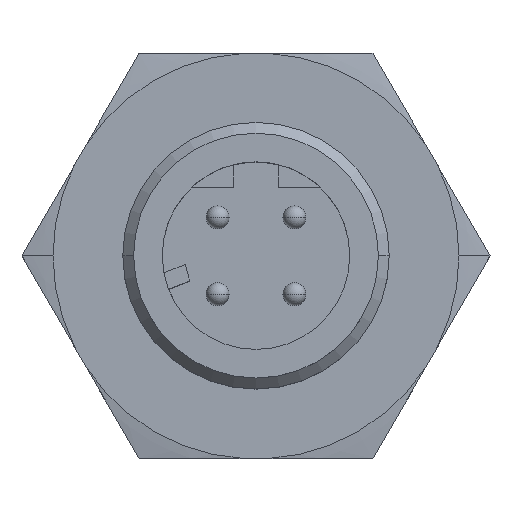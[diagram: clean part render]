
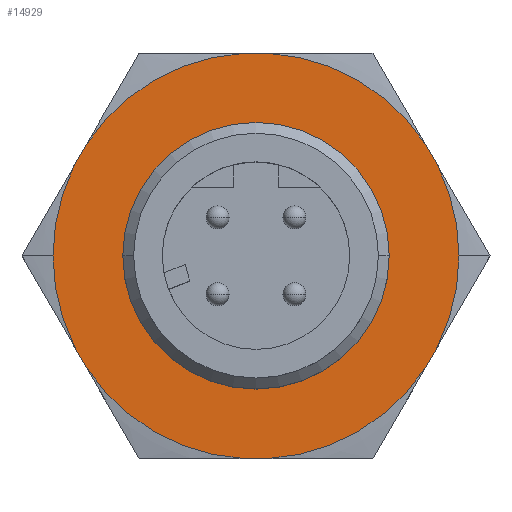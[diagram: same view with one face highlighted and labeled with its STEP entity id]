
A CAD part, top view. The second image highlights one B-rep face of the part: STEP entity #14929.
In plain terms, the highlighted planar face has unit normal (0, 0, 1).
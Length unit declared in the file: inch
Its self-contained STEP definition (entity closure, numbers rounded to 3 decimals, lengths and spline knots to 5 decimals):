
#417 = VERTEX_POINT ( 'NONE', #11067 ) ;
#472 = VERTEX_POINT ( 'NONE', #11173 ) ;
#475 = VERTEX_POINT ( 'NONE', #11172 ) ;
#477 = VERTEX_POINT ( 'NONE', #11160 ) ;
#486 = EDGE_CURVE ( 'NONE', #417, #477, #11205, .T. ) ;
#490 = EDGE_CURVE ( 'NONE', #475, #472, #11200, .T. ) ;
#500 = EDGE_CURVE ( 'NONE', #9830, #519, #11284, .T. ) ;
#519 = VERTEX_POINT ( 'NONE', #11317 ) ;
#1646 = DIRECTION ( 'NONE',  ( 1., 0., 0. ) ) ;
#1647 = DIRECTION ( 'NONE',  ( 0., 0., 1. ) ) ;
#1648 = CARTESIAN_POINT ( 'NONE',  ( 0., 0., 0.1181 ) ) ;
#1649 = AXIS2_PLACEMENT_3D ( 'NONE', #1648, #1647, #1646 ) ;
#1650 = CIRCLE ( 'NONE', #1649, 0.35497 ) ;
#1756 = CARTESIAN_POINT ( 'NONE',  ( -0.31733, -0.15907, 0.1181 ) ) ;
#1822 = CARTESIAN_POINT ( 'NONE',  ( -0.35497, 0., 0.1181 ) ) ;
#4418 = CARTESIAN_POINT ( 'NONE',  ( -0.0209, 0.35435, 0.1181 ) ) ;
#4505 = CARTESIAN_POINT ( 'NONE',  ( 0.0209, 0.35435, 0.1181 ) ) ;
#4695 = DIRECTION ( 'NONE',  ( -1., 0., 0. ) ) ;
#4696 = VECTOR ( 'NONE', #4695, 39.37008 ) ;
#4703 = CARTESIAN_POINT ( 'NONE',  ( 0.20458, 0.35435, 0.1181 ) ) ;
#4704 = LINE ( 'NONE', #4703, #4696 ) ;
#5985 = DIRECTION ( 'NONE',  ( 1., 0., 0. ) ) ;
#5986 = DIRECTION ( 'NONE',  ( 0., 0., 1. ) ) ;
#5987 = CARTESIAN_POINT ( 'NONE',  ( 0., 0., 0.1181 ) ) ;
#5988 = AXIS2_PLACEMENT_3D ( 'NONE', #5987, #5986, #5985 ) ;
#5989 = CIRCLE ( 'NONE', #5988, 0.35497 ) ;
#6060 = CARTESIAN_POINT ( 'NONE',  ( 0.0209, -0.35435, 0.1181 ) ) ;
#6062 = DIRECTION ( 'NONE',  ( 0.5, -0.866, 0. ) ) ;
#6063 = VECTOR ( 'NONE', #6062, 39.37008 ) ;
#6064 = CARTESIAN_POINT ( 'NONE',  ( -0.40917, 0., 0.1181 ) ) ;
#6065 = LINE ( 'NONE', #6064, #6063 ) ;
#6077 = DIRECTION ( 'NONE',  ( 1., 0., 0. ) ) ;
#6078 = DIRECTION ( 'NONE',  ( 0., 0., 1. ) ) ;
#6079 = CARTESIAN_POINT ( 'NONE',  ( 0., 0., 0.1181 ) ) ;
#6080 = AXIS2_PLACEMENT_3D ( 'NONE', #6079, #6078, #6077 ) ;
#6081 = CIRCLE ( 'NONE', #6080, 0.35497 ) ;
#6092 = DIRECTION ( 'NONE',  ( 1., 0., 0. ) ) ;
#6093 = DIRECTION ( 'NONE',  ( 0., 0., 1. ) ) ;
#6094 = CARTESIAN_POINT ( 'NONE',  ( 0., 0., 0.1181 ) ) ;
#6095 = AXIS2_PLACEMENT_3D ( 'NONE', #6094, #6093, #6092 ) ;
#6102 = CIRCLE ( 'NONE', #6095, 0.35497 ) ;
#6103 = AXIS2_PLACEMENT_3D ( 'NONE', #6159, #6158, #6157 ) ;
#6104 = CIRCLE ( 'NONE', #6103, 0.35497 ) ;
#6114 = DIRECTION ( 'NONE',  ( 1., 0., 0. ) ) ;
#6115 = DIRECTION ( 'NONE',  ( 0., 0., 1. ) ) ;
#6116 = CARTESIAN_POINT ( 'NONE',  ( 0., 0., 0.1181 ) ) ;
#6117 = AXIS2_PLACEMENT_3D ( 'NONE', #6116, #6115, #6114 ) ;
#6118 = CIRCLE ( 'NONE', #6117, 0.35497 ) ;
#6121 = DIRECTION ( 'NONE',  ( 1., 0., 0. ) ) ;
#6122 = VECTOR ( 'NONE', #6121, 39.37008 ) ;
#6123 = CARTESIAN_POINT ( 'NONE',  ( -0.20458, -0.35435, 0.1181 ) ) ;
#6124 = LINE ( 'NONE', #6123, #6122 ) ;
#6125 = CARTESIAN_POINT ( 'NONE',  ( -0.0209, -0.35435, 0.1181 ) ) ;
#6157 = DIRECTION ( 'NONE',  ( 1., 0., 0. ) ) ;
#6158 = DIRECTION ( 'NONE',  ( 0., 0., 1. ) ) ;
#6159 = CARTESIAN_POINT ( 'NONE',  ( 0., 0., 0.1181 ) ) ;
#6387 = DIRECTION ( 'NONE',  ( 1., 0., 0. ) ) ;
#6388 = DIRECTION ( 'NONE',  ( 0., 0., 1. ) ) ;
#6389 = CARTESIAN_POINT ( 'NONE',  ( 0., 0., 0.1181 ) ) ;
#6390 = AXIS2_PLACEMENT_3D ( 'NONE', #6389, #6388, #6387 ) ;
#6391 = CIRCLE ( 'NONE', #6390, 0.35497 ) ;
#6610 = DIRECTION ( 'NONE',  ( 1., 0., 0. ) ) ;
#6611 = DIRECTION ( 'NONE',  ( 0., 0., 1. ) ) ;
#6612 = AXIS2_PLACEMENT_3D ( 'NONE', #6614, #6611, #6610 ) ;
#6613 = CARTESIAN_POINT ( 'NONE',  ( -0.29643, -0.19528, 0.1181 ) ) ;
#6614 = CARTESIAN_POINT ( 'NONE',  ( 0.40917, 0., 0.1181 ) ) ;
#6615 = PLANE ( 'NONE',  #6612 ) ;
#6616 = FACE_OUTER_BOUND ( 'NONE', #14940, .T. ) ;
#6617 = FACE_BOUND ( 'NONE', #14928, .T. ) ;
#6632 = DIRECTION ( 'NONE',  ( -1., 0., 0. ) ) ;
#6633 = DIRECTION ( 'NONE',  ( 0., 0., -1. ) ) ;
#6634 = CARTESIAN_POINT ( 'NONE',  ( 0., 0., 0.1181 ) ) ;
#6635 = AXIS2_PLACEMENT_3D ( 'NONE', #6634, #6633, #6632 ) ;
#6636 = CIRCLE ( 'NONE', #6635, 0.214 ) ;
#9736 = EDGE_CURVE ( 'NONE', #9791, #9785, #1650, .T. ) ;
#9785 = VERTEX_POINT ( 'NONE', #1756 ) ;
#9791 = VERTEX_POINT ( 'NONE', #1822 ) ;
#9830 = VERTEX_POINT ( 'NONE', #12815 ) ;
#9831 = VERTEX_POINT ( 'NONE', #12867 ) ;
#9835 = EDGE_CURVE ( 'NONE', #9831, #9830, #12855, .T. ) ;
#11067 = CARTESIAN_POINT ( 'NONE',  ( -0.29643, 0.19528, 0.1181 ) ) ;
#11160 = CARTESIAN_POINT ( 'NONE',  ( -0.31733, 0.15907, 0.1181 ) ) ;
#11172 = CARTESIAN_POINT ( 'NONE',  ( 0.29643, -0.19528, 0.1181 ) ) ;
#11173 = CARTESIAN_POINT ( 'NONE',  ( 0.31733, -0.15907, 0.1181 ) ) ;
#11193 = DIRECTION ( 'NONE',  ( 0.5, 0.866, 0. ) ) ;
#11194 = VECTOR ( 'NONE', #11193, 39.37008 ) ;
#11195 = CARTESIAN_POINT ( 'NONE',  ( 0.20458, -0.35435, 0.1181 ) ) ;
#11200 = LINE ( 'NONE', #11195, #11194 ) ;
#11202 = DIRECTION ( 'NONE',  ( -0.5, -0.866, 0. ) ) ;
#11203 = VECTOR ( 'NONE', #11202, 39.37008 ) ;
#11204 = CARTESIAN_POINT ( 'NONE',  ( -0.20458, 0.35435, 0.1181 ) ) ;
#11205 = LINE ( 'NONE', #11204, #11203 ) ;
#11281 = DIRECTION ( 'NONE',  ( -0.5, 0.866, 0. ) ) ;
#11282 = VECTOR ( 'NONE', #11281, 39.37008 ) ;
#11283 = CARTESIAN_POINT ( 'NONE',  ( 0.40917, 0., 0.1181 ) ) ;
#11284 = LINE ( 'NONE', #11283, #11282 ) ;
#11317 = CARTESIAN_POINT ( 'NONE',  ( 0.29643, 0.19528, 0.1181 ) ) ;
#12815 = CARTESIAN_POINT ( 'NONE',  ( 0.31733, 0.15907, 0.1181 ) ) ;
#12851 = DIRECTION ( 'NONE',  ( 1., 0., 0. ) ) ;
#12852 = DIRECTION ( 'NONE',  ( 0., 0., 1. ) ) ;
#12853 = CARTESIAN_POINT ( 'NONE',  ( 0., 0., 0.1181 ) ) ;
#12854 = AXIS2_PLACEMENT_3D ( 'NONE', #12853, #12852, #12851 ) ;
#12855 = CIRCLE ( 'NONE', #12854, 0.35497 ) ;
#12867 = CARTESIAN_POINT ( 'NONE',  ( 0.35497, 0., 0.1181 ) ) ;
#13228 = CARTESIAN_POINT ( 'NONE',  ( 0.214, 0., 0.1181 ) ) ;
#13231 = DIRECTION ( 'NONE',  ( -1., 0., 0. ) ) ;
#13232 = DIRECTION ( 'NONE',  ( 0., 0., -1. ) ) ;
#13233 = CARTESIAN_POINT ( 'NONE',  ( 0., 0., 0.1181 ) ) ;
#13234 = AXIS2_PLACEMENT_3D ( 'NONE', #13233, #13232, #13231 ) ;
#13235 = CIRCLE ( 'NONE', #13234, 0.214 ) ;
#13236 = CARTESIAN_POINT ( 'NONE',  ( -0.214, 0., 0.1181 ) ) ;
#14002 = VERTEX_POINT ( 'NONE', #13236 ) ;
#14003 = EDGE_CURVE ( 'NONE', #14002, #14006, #13235, .T. ) ;
#14006 = VERTEX_POINT ( 'NONE', #13228 ) ;
#14245 = VERTEX_POINT ( 'NONE', #4418 ) ;
#14263 = VERTEX_POINT ( 'NONE', #4505 ) ;
#14330 = EDGE_CURVE ( 'NONE', #14263, #14245, #4704, .T. ) ;
#14652 = ORIENTED_EDGE ( 'NONE', *, *, #14707, .T. ) ;
#14653 = ORIENTED_EDGE ( 'NONE', *, *, #486, .T. ) ;
#14707 = EDGE_CURVE ( 'NONE', #477, #9791, #5989, .T. ) ;
#14714 = ORIENTED_EDGE ( 'NONE', *, *, #14739, .T. ) ;
#14715 = ORIENTED_EDGE ( 'NONE', *, *, #9736, .T. ) ;
#14725 = ORIENTED_EDGE ( 'NONE', *, *, #9835, .T. ) ;
#14728 = ORIENTED_EDGE ( 'NONE', *, *, #14777, .T. ) ;
#14729 = ORIENTED_EDGE ( 'NONE', *, *, #490, .T. ) ;
#14731 = ORIENTED_EDGE ( 'NONE', *, *, #14748, .T. ) ;
#14733 = ORIENTED_EDGE ( 'NONE', *, *, #14765, .T. ) ;
#14739 = EDGE_CURVE ( 'NONE', #9785, #14932, #6065, .T. ) ;
#14741 = VERTEX_POINT ( 'NONE', #6060 ) ;
#14748 = EDGE_CURVE ( 'NONE', #14741, #475, #6102, .T. ) ;
#14754 = EDGE_CURVE ( 'NONE', #14245, #417, #6081, .T. ) ;
#14763 = VERTEX_POINT ( 'NONE', #6125 ) ;
#14764 = ORIENTED_EDGE ( 'NONE', *, *, #14754, .T. ) ;
#14765 = EDGE_CURVE ( 'NONE', #14763, #14741, #6124, .T. ) ;
#14766 = ORIENTED_EDGE ( 'NONE', *, *, #14330, .T. ) ;
#14768 = ORIENTED_EDGE ( 'NONE', *, *, #14773, .T. ) ;
#14771 = ORIENTED_EDGE ( 'NONE', *, *, #500, .T. ) ;
#14773 = EDGE_CURVE ( 'NONE', #519, #14263, #6118, .T. ) ;
#14777 = EDGE_CURVE ( 'NONE', #472, #9831, #6104, .T. ) ;
#14828 = ORIENTED_EDGE ( 'NONE', *, *, #14856, .T. ) ;
#14856 = EDGE_CURVE ( 'NONE', #14932, #14763, #6391, .T. ) ;
#14922 = EDGE_CURVE ( 'NONE', #14006, #14002, #6636, .T. ) ;
#14927 = ORIENTED_EDGE ( 'NONE', *, *, #14003, .T. ) ;
#14928 = EDGE_LOOP ( 'NONE', ( #14927, #14939 ) ) ;
#14929 = ADVANCED_FACE ( 'NONE', ( #6617, #6616 ), #6615, .T. ) ;
#14932 = VERTEX_POINT ( 'NONE', #6613 ) ;
#14939 = ORIENTED_EDGE ( 'NONE', *, *, #14922, .T. ) ;
#14940 = EDGE_LOOP ( 'NONE', ( #14771, #14768, #14766, #14764, #14653, #14652, #14715, #14714, #14828, #14733, #14731, #14729, #14728, #14725 ) ) ;
